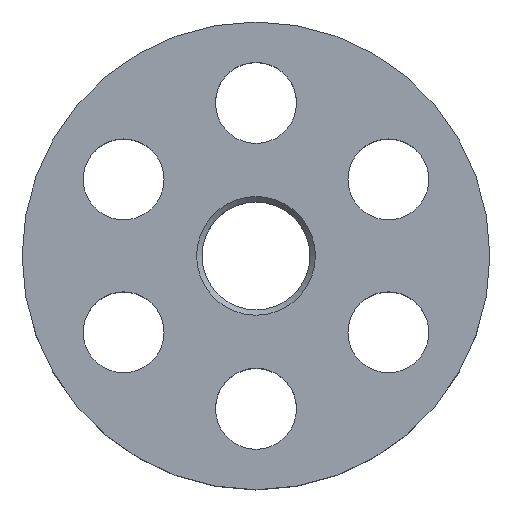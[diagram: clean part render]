
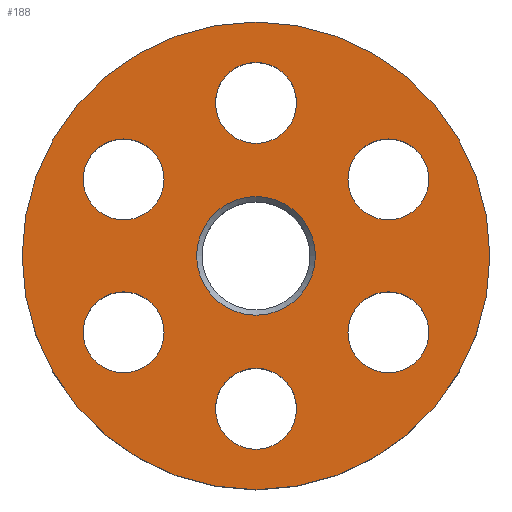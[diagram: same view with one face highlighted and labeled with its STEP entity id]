
A CAD part, top view. The second image highlights one B-rep face of the part: STEP entity #188.
In plain terms, the highlighted planar face has unit normal (0, 0, 1).
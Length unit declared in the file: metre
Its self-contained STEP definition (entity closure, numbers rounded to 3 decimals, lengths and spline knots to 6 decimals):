
#14=PLANE('',#217);
#20=ORIENTED_EDGE('',*,*,#56,.T.);
#21=ORIENTED_EDGE('',*,*,#57,.F.);
#22=ORIENTED_EDGE('',*,*,#58,.F.);
#23=ORIENTED_EDGE('',*,*,#59,.F.);
#24=ORIENTED_EDGE('',*,*,#60,.F.);
#25=ORIENTED_EDGE('',*,*,#61,.F.);
#26=ORIENTED_EDGE('',*,*,#62,.F.);
#27=ORIENTED_EDGE('',*,*,#54,.T.);
#54=EDGE_CURVE('',#72,#72,#90,.T.);
#56=EDGE_CURVE('',#74,#74,#92,.F.);
#57=EDGE_CURVE('',#75,#75,#93,.T.);
#58=EDGE_CURVE('',#76,#76,#94,.T.);
#59=EDGE_CURVE('',#77,#77,#95,.T.);
#60=EDGE_CURVE('',#78,#78,#96,.T.);
#61=EDGE_CURVE('',#79,#79,#97,.T.);
#62=EDGE_CURVE('',#80,#80,#98,.T.);
#72=VERTEX_POINT('',#311);
#74=VERTEX_POINT('',#316);
#75=VERTEX_POINT('',#318);
#76=VERTEX_POINT('',#320);
#77=VERTEX_POINT('',#322);
#78=VERTEX_POINT('',#324);
#79=VERTEX_POINT('',#326);
#80=VERTEX_POINT('',#328);
#90=CIRCLE('',#215,0.013);
#92=CIRCLE('',#218,0.0033);
#93=CIRCLE('',#219,0.00225);
#94=CIRCLE('',#220,0.00225);
#95=CIRCLE('',#221,0.00225);
#96=CIRCLE('',#222,0.00225);
#97=CIRCLE('',#223,0.00225);
#98=CIRCLE('',#224,0.00225);
#110=EDGE_LOOP('',(#20));
#111=EDGE_LOOP('',(#21));
#112=EDGE_LOOP('',(#22));
#113=EDGE_LOOP('',(#23));
#114=EDGE_LOOP('',(#24));
#115=EDGE_LOOP('',(#25));
#116=EDGE_LOOP('',(#26));
#117=EDGE_LOOP('',(#27));
#146=FACE_BOUND('',#110,.T.);
#147=FACE_BOUND('',#111,.T.);
#148=FACE_BOUND('',#112,.T.);
#149=FACE_BOUND('',#113,.T.);
#150=FACE_BOUND('',#114,.T.);
#151=FACE_BOUND('',#115,.T.);
#152=FACE_BOUND('',#116,.T.);
#153=FACE_BOUND('',#117,.T.);
#188=ADVANCED_FACE('',(#146,#147,#148,#149,#150,#151,#152,#153),#14,.T.);
#215=AXIS2_PLACEMENT_3D('',#310,#251,#252);
#217=AXIS2_PLACEMENT_3D('',#314,#255,#256);
#218=AXIS2_PLACEMENT_3D('',#315,#257,#258);
#219=AXIS2_PLACEMENT_3D('',#317,#259,#260);
#220=AXIS2_PLACEMENT_3D('',#319,#261,#262);
#221=AXIS2_PLACEMENT_3D('',#321,#263,#264);
#222=AXIS2_PLACEMENT_3D('',#323,#265,#266);
#223=AXIS2_PLACEMENT_3D('',#325,#267,#268);
#224=AXIS2_PLACEMENT_3D('',#327,#269,#270);
#251=DIRECTION('',(0.,0.,1.));
#252=DIRECTION('',(1.,0.,0.));
#255=DIRECTION('',(0.,0.,1.));
#256=DIRECTION('',(1.,0.,0.));
#257=DIRECTION('',(0.,0.,1.));
#258=DIRECTION('',(1.,0.,0.));
#259=DIRECTION('',(0.,0.,1.));
#260=DIRECTION('',(1.,0.,0.));
#261=DIRECTION('',(0.,0.,1.));
#262=DIRECTION('',(1.,0.,0.));
#263=DIRECTION('',(0.,0.,1.));
#264=DIRECTION('',(1.,0.,0.));
#265=DIRECTION('',(0.,0.,1.));
#266=DIRECTION('',(1.,0.,0.));
#267=DIRECTION('',(0.,0.,1.));
#268=DIRECTION('',(1.,0.,0.));
#269=DIRECTION('',(0.,0.,1.));
#270=DIRECTION('',(1.,0.,0.));
#310=CARTESIAN_POINT('',(0.,0.,0.008));
#311=CARTESIAN_POINT('',(0.013,0.,0.008));
#314=CARTESIAN_POINT('',(0.,0.,0.008));
#315=CARTESIAN_POINT('',(0.,0.,0.008));
#316=CARTESIAN_POINT('',(0.0033,0.,0.008));
#317=CARTESIAN_POINT('',(0.007361,0.00425,0.008));
#318=CARTESIAN_POINT('',(0.009611,0.00425,0.008));
#319=CARTESIAN_POINT('',(0.007361,-0.00425,0.008));
#320=CARTESIAN_POINT('',(0.009611,-0.00425,0.008));
#321=CARTESIAN_POINT('',(0.,-0.0085,0.008));
#322=CARTESIAN_POINT('',(0.00225,-0.0085,0.008));
#323=CARTESIAN_POINT('',(-0.007361,-0.00425,0.008));
#324=CARTESIAN_POINT('',(-0.005111,-0.00425,0.008));
#325=CARTESIAN_POINT('',(-0.007361,0.00425,0.008));
#326=CARTESIAN_POINT('',(-0.005111,0.00425,0.008));
#327=CARTESIAN_POINT('',(0.,0.0085,0.008));
#328=CARTESIAN_POINT('',(0.00225,0.0085,0.008));
